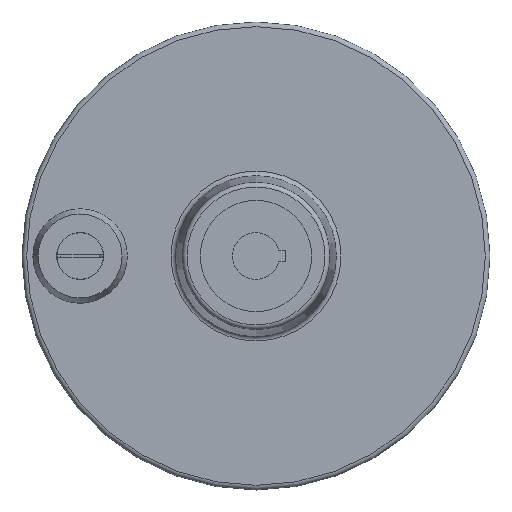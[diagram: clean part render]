
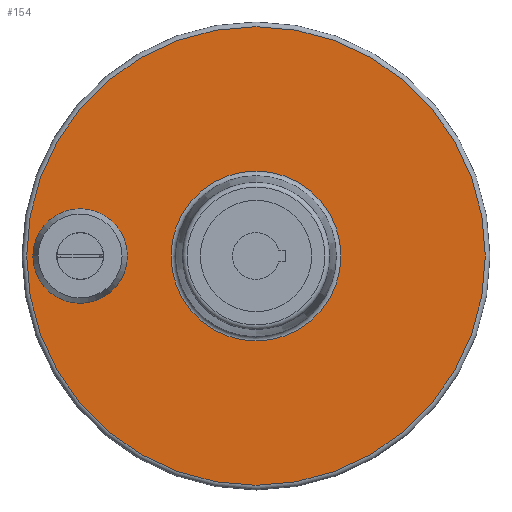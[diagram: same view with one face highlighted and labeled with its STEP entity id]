
A CAD part, front view. The second image highlights one B-rep face of the part: STEP entity #154.
In plain terms, the highlighted planar face has unit normal (0, -1, 0).
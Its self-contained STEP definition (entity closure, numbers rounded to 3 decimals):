
#154 = ADVANCED_FACE( '', ( #361, #362, #363 ), #364, .F. );
#361 = FACE_OUTER_BOUND( '', #621, .T. );
#362 = FACE_BOUND( '', #622, .T. );
#363 = FACE_BOUND( '', #623, .T. );
#364 = PLANE( '', #624 );
#621 = EDGE_LOOP( '', ( #993 ) );
#622 = EDGE_LOOP( '', ( #994 ) );
#623 = EDGE_LOOP( '', ( #995 ) );
#624 = AXIS2_PLACEMENT_3D( '', #996, #997, #998 );
#993 = ORIENTED_EDGE( '', *, *, #1478, .F. );
#994 = ORIENTED_EDGE( '', *, *, #1479, .F. );
#995 = ORIENTED_EDGE( '', *, *, #1480, .T. );
#996 = CARTESIAN_POINT( '', ( 15.507, -3., 0. ) );
#997 = DIRECTION( '', ( 0., 1., 0. ) );
#998 = DIRECTION( '', ( 0., 0., 1. ) );
#1478 = EDGE_CURVE( '', #1780, #1780, #1781, .T. );
#1479 = EDGE_CURVE( '', #1782, #1782, #1783, .F. );
#1480 = EDGE_CURVE( '', #1784, #1784, #1785, .T. );
#1780 = VERTEX_POINT( '', #2295 );
#1781 = CIRCLE( '', #2296, 39.111 );
#1782 = VERTEX_POINT( '', #2297 );
#1783 = CIRCLE( '', #2298, 8.06 );
#1784 = VERTEX_POINT( '', #2299 );
#1785 = CIRCLE( '', #2300, 14.493 );
#2295 = CARTESIAN_POINT( '', ( 30., -3., 39.111 ) );
#2296 = AXIS2_PLACEMENT_3D( '', #2820, #2821, #2822 );
#2297 = CARTESIAN_POINT( '', ( 0., -3., 8.06 ) );
#2298 = AXIS2_PLACEMENT_3D( '', #2823, #2824, #2825 );
#2299 = CARTESIAN_POINT( '', ( 30., -3., 14.493 ) );
#2300 = AXIS2_PLACEMENT_3D( '', #2826, #2827, #2828 );
#2820 = CARTESIAN_POINT( '', ( 30., -3., 0. ) );
#2821 = DIRECTION( '', ( 0., 1., 0. ) );
#2822 = DIRECTION( '', ( 0., 0., 1. ) );
#2823 = CARTESIAN_POINT( '', ( 0., -3., 0. ) );
#2824 = DIRECTION( '', ( 0., 1., 0. ) );
#2825 = DIRECTION( '', ( 0., 0., 1. ) );
#2826 = CARTESIAN_POINT( '', ( 30., -3., 0. ) );
#2827 = DIRECTION( '', ( 0., 1., 0. ) );
#2828 = DIRECTION( '', ( 0., 0., 1. ) );
